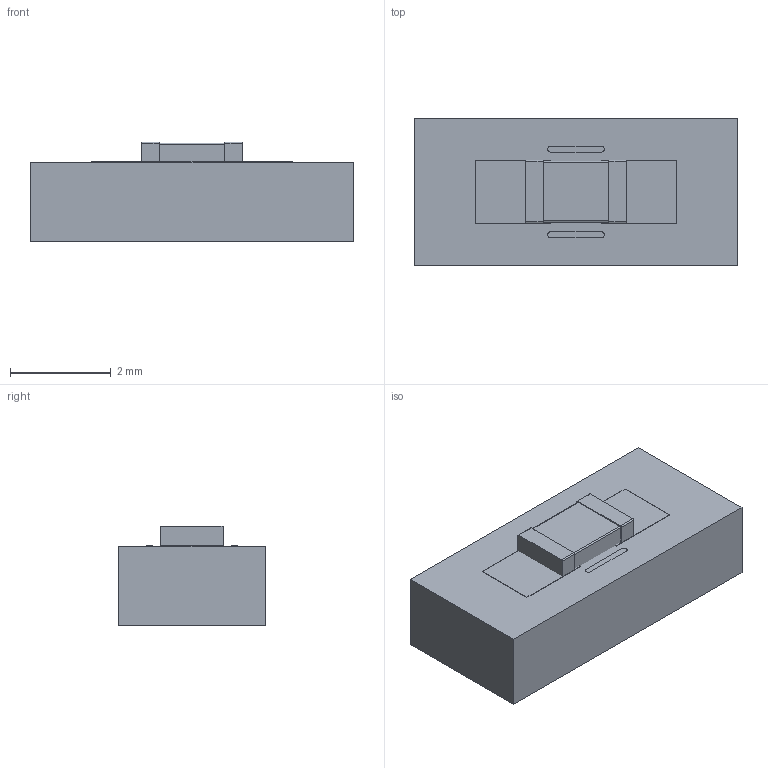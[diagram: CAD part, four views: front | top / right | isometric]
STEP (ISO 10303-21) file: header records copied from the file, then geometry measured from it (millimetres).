
FILE_DESCRIPTION(('FreeCAD Model'),'2;1');
FILE_NAME('C_0805_sp.step','2017-06-26T10:46:05',( 'kicad StepUp'),('ksu MCAD'),'Open CASCADE STEP processor 6.8', 'FreeCAD','Unknown');
FILE_SCHEMA(('AUTOMOTIVE_DESIGN_CC2 { 1 2 10303 214 -1 1 5 4 }'));
Length unit declared in the file: millimetre
Products named in the file (2): ASSEMBLY; C_0805_sp
Assembly tree (1 placements, depth 2):
  ASSEMBLY
    C_0805_sp
Bounding box: 6.4 x 2.91 x 1.98 mm (x, y, z)
Volume: 35.1 mm3; surface area: 112.2 mm2
Topology: 8 solids, 12 shells, 118 faces, 292 edges, 200 vertices
Faces by surface type: plane 82, cylinder 36
Entity records: 10860 total; most frequent: CARTESIAN_POINT 4900, DIRECTION 992, ORIENTED_EDGE 568, PCURVE 568, DEFINITIONAL_REPRESENTATION 568, LINE 556, VECTOR 556, EDGE_CURVE 292
